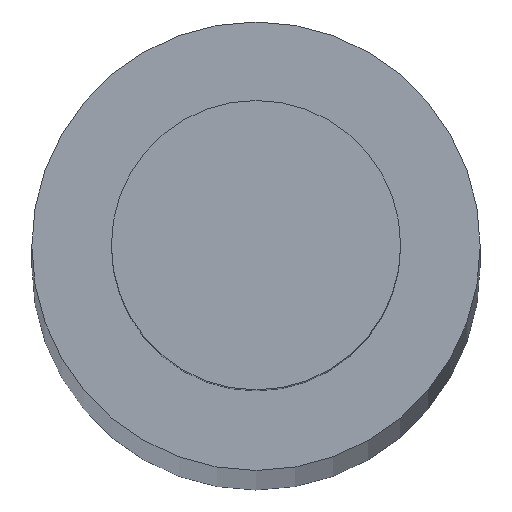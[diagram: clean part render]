
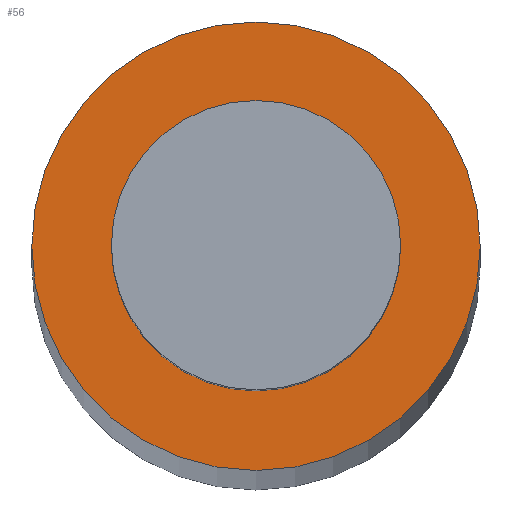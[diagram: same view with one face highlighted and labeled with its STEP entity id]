
A CAD part, top view. The second image highlights one B-rep face of the part: STEP entity #56.
In plain terms, the highlighted planar face has unit normal (0, 0, 1).
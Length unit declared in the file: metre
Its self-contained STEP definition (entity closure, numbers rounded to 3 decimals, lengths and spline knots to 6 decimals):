
#13=PLANE('',#78);
#20=ORIENTED_EDGE('',*,*,#25,.F.);
#21=ORIENTED_EDGE('',*,*,#24,.T.);
#24=EDGE_CURVE('',#28,#28,#32,.T.);
#25=EDGE_CURVE('',#29,#29,#33,.T.);
#28=VERTEX_POINT('',#105);
#29=VERTEX_POINT('',#109);
#32=CIRCLE('',#73,0.002325);
#33=CIRCLE('',#76,0.0015);
#40=EDGE_LOOP('',(#20));
#41=EDGE_LOOP('',(#21));
#48=FACE_BOUND('',#40,.T.);
#49=FACE_BOUND('',#41,.T.);
#56=ADVANCED_FACE('',(#48,#49),#13,.T.);
#73=AXIS2_PLACEMENT_3D('',#104,#86,#87);
#76=AXIS2_PLACEMENT_3D('',#108,#92,#93);
#78=AXIS2_PLACEMENT_3D('',#112,#96,#97);
#86=DIRECTION('',(0.,0.,1.));
#87=DIRECTION('',(1.,0.,0.));
#92=DIRECTION('',(0.,0.,1.));
#93=DIRECTION('',(1.,0.,0.));
#96=DIRECTION('',(0.,0.,1.));
#97=DIRECTION('',(1.,0.,0.));
#104=CARTESIAN_POINT('',(0.,0.,0.11581));
#105=CARTESIAN_POINT('',(0.002325,0.,0.11581));
#108=CARTESIAN_POINT('',(0.,0.,0.11581));
#109=CARTESIAN_POINT('',(0.0015,0.,0.11581));
#112=CARTESIAN_POINT('',(0.,0.,0.11581));
